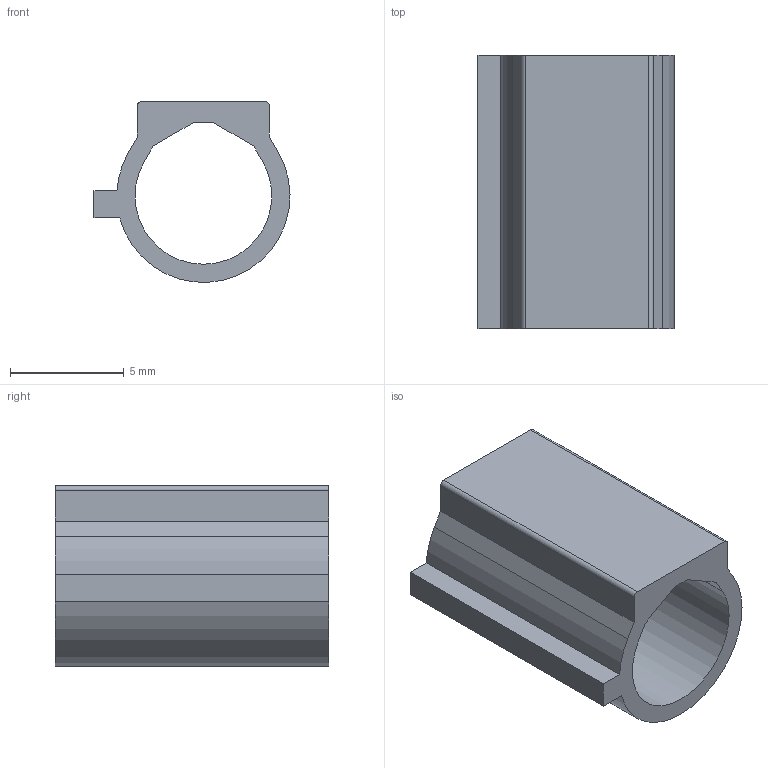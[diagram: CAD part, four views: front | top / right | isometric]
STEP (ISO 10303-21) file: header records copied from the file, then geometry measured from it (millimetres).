
FILE_DESCRIPTION(('CATIA V5 STEP Exchange','CAx-IF Rec.Pracs.--- Model Styling and Organization---1.4--- 2014-01-23'),'2;1');
FILE_NAME ('005146-2_0_1062010000_1062010000.stp','2022-01-14T10:36:45+00:00',('none'),('Weidmueller'),'CATIA Version 5-6 Release 2016 SP3 HF44','CATIA V5 STEP AP214','none');
FILE_SCHEMA(('AUTOMOTIVE_DESIGN { 1 0 10303 214 1 1 1 1 }'));
Length unit declared in the file: millimetre
Products named in the file (1): SFC 2.5-12
Bounding box: 8.6 x 12 x 7.93 mm (x, y, z)
Volume: 265.9 mm3; surface area: 613.9 mm2
Topology: 1 solids, 1 shells, 20 faces, 54 edges, 36 vertices
Faces by surface type: plane 15, cylinder 5
Entity records: 644 total; most frequent: CARTESIAN_POINT 111, ORIENTED_EDGE 108, DIRECTION 94, EDGE_CURVE 54, VECTOR 44, LINE 44, VERTEX_POINT 36, AXIS2_PLACEMENT_3D 31
